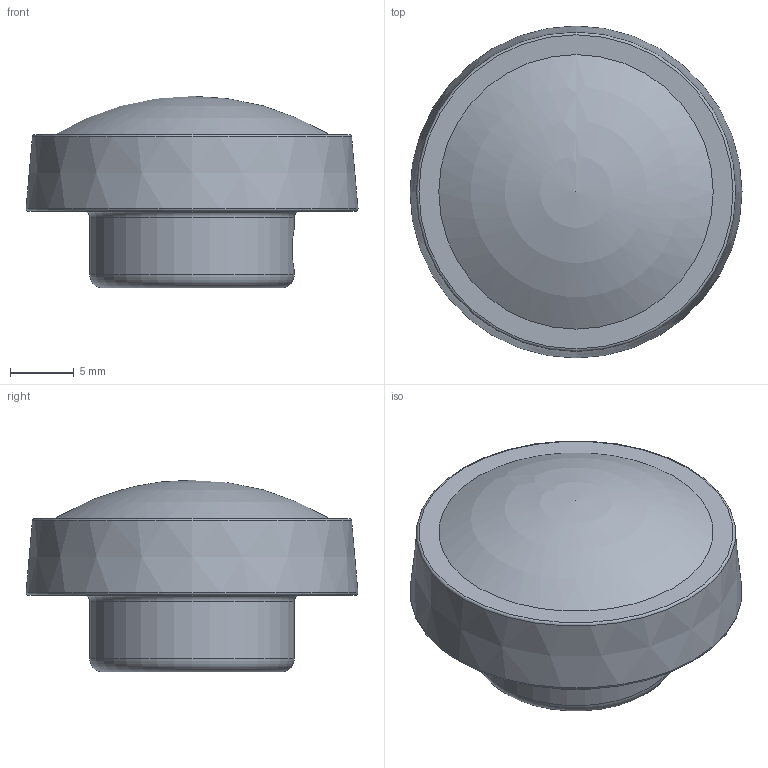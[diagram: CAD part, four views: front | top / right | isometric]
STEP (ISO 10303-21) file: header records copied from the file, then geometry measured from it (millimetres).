
FILE_DESCRIPTION(/* description */ ('File step'),/* implementation_level */ '2;1');
FILE_NAME(/* name */ '6339020',/* time_stamp */ '2022-01-24T15:19:34+01:00',/* author */ ('Zorzan D.'),/* organization */ ('Gamm Srl.'),/* preprocessor_version */ 'ST-DEVELOPER v16.7',/* originating_system */ 'Solid Edge',/* authorisation */ 'Unknown');
FILE_SCHEMA (('CONFIG_CONTROL_DESIGN'));
Length unit declared in the file: millimetre
Products named in the file (1): Parte16
Bounding box: 26 x 26 x 15 mm (x, y, z)
Volume: 4475.2 mm3; surface area: 2016.6 mm2
Topology: 1 solids, 1 shells, 14 faces, 31 edges, 19 vertices
Faces by surface type: torus 4, plane 3, cone 3, cylinder 3, sphere 1
Full cylindrical faces by diameter (mm): 3.242 x1, 6 x1, 16 x1
Entity records: 424 total; most frequent: CARTESIAN_POINT 66, DIRECTION 54, FACE_BOUND 29, ORIENTED_EDGE 28, EDGE_LOOP 28, AXIS2_PLACEMENT_3D 27, VERTEX_POINT 15, EDGE_CURVE 14
